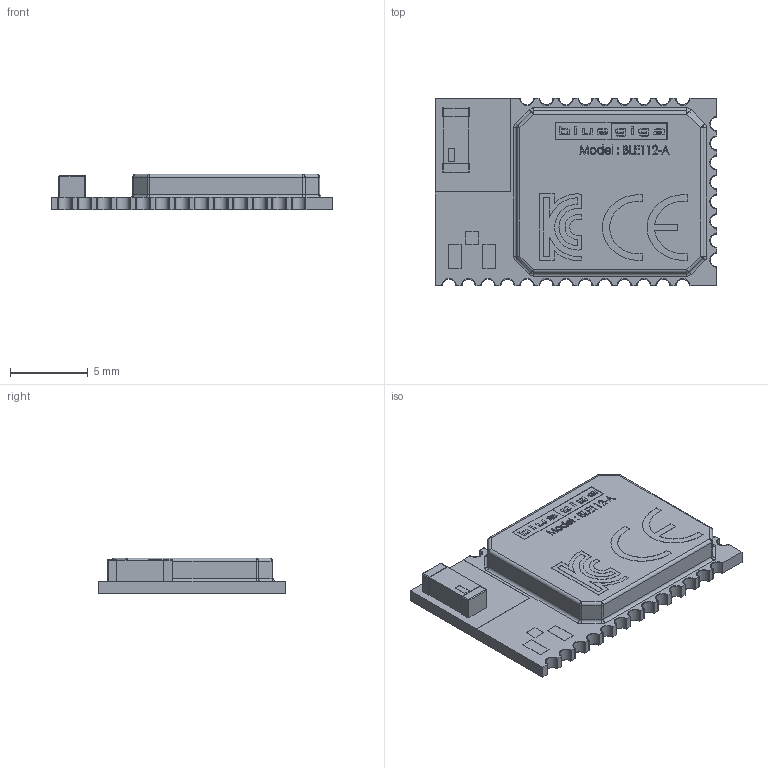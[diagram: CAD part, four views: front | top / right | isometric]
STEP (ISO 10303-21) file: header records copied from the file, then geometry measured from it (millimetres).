
FILE_DESCRIPTION (( 'STEP AP214' ), '1' );
FILE_NAME ('4571F4C3-25C6-44BB-BA85-DDF0D5DE10FB.STEP', '2024-07-12T22:17:07', ( '' ), ( '' ), 'SwSTEP 2.0', 'SolidWorks 2022', '' );
FILE_SCHEMA (( 'AUTOMOTIVE_DESIGN' ));
Length unit declared in the file: millimetre
Products named in the file (1): 4571F4C3-25C6-44BB-BA85-DDF0D5DE10FB
Bounding box: 18.1 x 12.05 x 2.3 mm (x, y, z)
Volume: 361.2 mm3; surface area: 650.7 mm2
Topology: 32 solids, 32 shells, 800 faces, 2023 edges, 1326 vertices
Faces by surface type: plane 522, cylinder 156, bspline 122
Entity records: 35860 total; most frequent: CARTESIAN_POINT 8000, ORIENTED_EDGE 4030, DIRECTION 3473, EDGE_CURVE 2015, LINE 1491, VECTOR 1491, VERTEX_POINT 1326, AXIS2_PLACEMENT_3D 991
